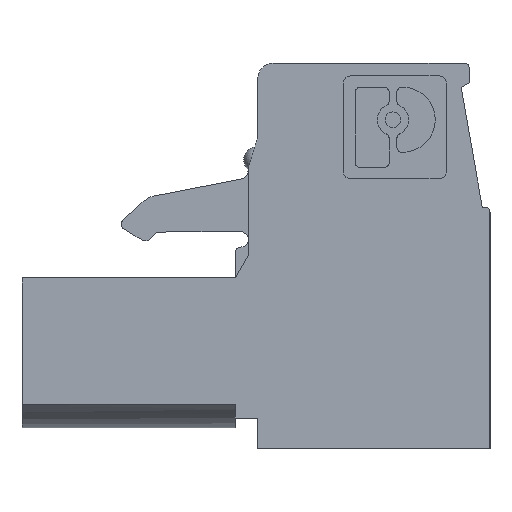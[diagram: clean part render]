
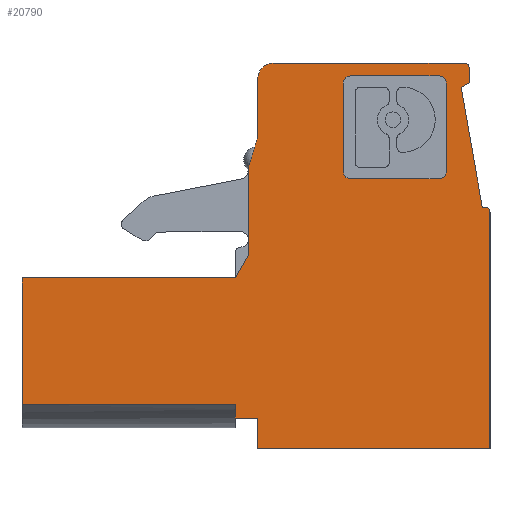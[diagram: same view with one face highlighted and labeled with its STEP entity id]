
A CAD part, left-side view. The second image highlights one B-rep face of the part: STEP entity #20790.
In plain terms, the highlighted face is planar.
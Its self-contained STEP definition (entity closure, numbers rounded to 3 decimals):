
#1660=CARTESIAN_POINT('',(49.127,48.775,2.54));
#1670=VERTEX_POINT('',#1660);
#1700=CARTESIAN_POINT('',(0.,76.681,2.54));
#1710=DIRECTION('',(0.87,-0.494,0.));
#1720=VECTOR('',#1710,1.);
#1730=LINE('',#1700,#1720);
#1740=CARTESIAN_POINT('',(49.127,48.775,2.54));
#1750=VERTEX_POINT('',#1740);
#1760=EDGE_CURVE('',#1670,#1750,#1730,.T.);
#3250=CARTESIAN_POINT('',(50.097,52.313,2.54));
#3260=DIRECTION('',(0.,0.,1.));
#3270=DIRECTION('',(1.,0.,0.));
#3280=AXIS2_PLACEMENT_3D('',#3250,#3260,#3270);
#3290=CIRCLE('',#3280,0.6);
#3300=CARTESIAN_POINT('',(50.097,52.913,2.54));
#3310=VERTEX_POINT('',#3300);
#3320=CARTESIAN_POINT('',(49.497,52.313,2.54));
#3330=VERTEX_POINT('',#3320);
#3340=EDGE_CURVE('',#3310,#3330,#3290,.T.);
#3740=CARTESIAN_POINT('',(49.127,0.,2.54));
#3750=DIRECTION('',(0.,-1.,0.));
#3760=VECTOR('',#3750,1.);
#3770=LINE('',#3740,#3760);
#3780=CARTESIAN_POINT('',(49.127,45.424,2.54));
#3790=VERTEX_POINT('',#3780);
#3800=EDGE_CURVE('',#1750,#3790,#3770,.T.);
#5780=CARTESIAN_POINT('',(49.497,0.,2.54));
#5790=DIRECTION('',(0.,-1.,0.));
#5800=VECTOR('',#5790,1.);
#5810=LINE('',#5780,#5800);
#5820=CARTESIAN_POINT('',(49.497,50.013,2.54));
#5830=VERTEX_POINT('',#5820);
#5840=EDGE_CURVE('',#3330,#5830,#5810,.T.);
#7110=CARTESIAN_POINT('',(22.901,0.,2.54));
#7120=DIRECTION('',(0.5,0.866,0.));
#7130=VECTOR('',#7120,1.);
#7140=LINE('',#7110,#7130);
#7150=CARTESIAN_POINT('',(48.627,44.558,2.54));
#7160=VERTEX_POINT('',#7150);
#7170=EDGE_CURVE('',#7160,#3790,#7140,.T.);
#9020=CARTESIAN_POINT('',(49.497,39.113,2.54));
#9030=VERTEX_POINT('',#9020);
#9680=CARTESIAN_POINT('',(48.627,39.113,2.54));
#9690=VERTEX_POINT('',#9680);
#9720=CARTESIAN_POINT('',(50.83,39.113,2.54));
#9730=DIRECTION('',(-1.,0.,0.));
#9740=VECTOR('',#9730,1.);
#9750=LINE('',#9720,#9740);
#9760=EDGE_CURVE('',#9030,#9690,#9750,.T.);
#10560=CARTESIAN_POINT('',(58.227,47.313,2.54));
#10570=VERTEX_POINT('',#10560);
#10600=CARTESIAN_POINT('',(66.569,0.,2.54));
#10610=DIRECTION('',(-0.174,0.985,0.));
#10620=VECTOR('',#10610,1.);
#10630=LINE('',#10600,#10620);
#10640=CARTESIAN_POINT('',(57.406,51.966,2.54));
#10650=VERTEX_POINT('',#10640);
#10660=EDGE_CURVE('',#10570,#10650,#10630,.T.);
#12470=CARTESIAN_POINT('',(57.522,52.913,2.54));
#12480=VERTEX_POINT('',#12470);
#12510=CARTESIAN_POINT('',(0.,52.913,2.54));
#12520=DIRECTION('',(-1.,0.,0.));
#12530=VECTOR('',#12520,1.);
#12540=LINE('',#12510,#12530);
#12550=EDGE_CURVE('',#12480,#3310,#12540,.T.);
#13170=CARTESIAN_POINT('',(0.,44.558,2.54));
#13180=DIRECTION('',(1.,0.,0.));
#13190=VECTOR('',#13180,1.);
#13200=LINE('',#13170,#13190);
#13210=CARTESIAN_POINT('',(40.327,44.558,2.54));
#13220=VERTEX_POINT('',#13210);
#13230=EDGE_CURVE('',#13220,#7160,#13200,.T.);
#13610=CARTESIAN_POINT('',(58.527,47.113,2.54));
#13620=VERTEX_POINT('',#13610);
#13650=CARTESIAN_POINT('',(58.327,47.113,2.54));
#13660=DIRECTION('',(0.,0.,1.));
#13670=DIRECTION('',(1.,0.,0.));
#13680=AXIS2_PLACEMENT_3D('',#13650,#13660,#13670);
#13690=CIRCLE('',#13680,0.2);
#13700=CARTESIAN_POINT('',(58.327,47.313,2.54));
#13710=VERTEX_POINT('',#13700);
#13720=EDGE_CURVE('',#13620,#13710,#13690,.T.);
#16010=CARTESIAN_POINT('',(57.747,52.163,2.54));
#16020=VERTEX_POINT('',#16010);
#16050=CARTESIAN_POINT('',(60.024,0.,2.54));
#16060=DIRECTION('',(0.044,-0.999,0.));
#16070=VECTOR('',#16060,1.);
#16080=LINE('',#16050,#16070);
#16090=CARTESIAN_POINT('',(57.722,52.721,2.54));
#16100=VERTEX_POINT('',#16090);
#16110=EDGE_CURVE('',#16100,#16020,#16080,.T.);
#16410=CARTESIAN_POINT('',(0.,47.313,2.54));
#16420=DIRECTION('',(1.,0.,0.));
#16430=VECTOR('',#16420,1.);
#16440=LINE('',#16410,#16430);
#16450=EDGE_CURVE('',#10570,#13710,#16440,.T.);
#19080=CARTESIAN_POINT('',(0.,18.823,2.54));
#19090=DIRECTION('',(0.866,0.5,0.));
#19100=VECTOR('',#19090,1.);
#19110=LINE('',#19080,#19100);
#19120=EDGE_CURVE('',#10650,#16020,#19110,.T.);
#19320=CARTESIAN_POINT('',(0.,0.,2.54));
#19330=DIRECTION('',(0.,0.,1.));
#19340=DIRECTION('',(1.,0.,0.));
#19350=AXIS2_PLACEMENT_3D('',#19320,#19330,#19340);
#19360=PLANE('',#19350);
#19370=CARTESIAN_POINT('',(53.107,52.132,2.54));
#19380=DIRECTION('',(0.,0.,1.));
#19390=DIRECTION('',(1.,0.,0.));
#19400=AXIS2_PLACEMENT_3D('',#19370,#19380,#19390);
#19410=CIRCLE('',#19400,0.281);
#19420=CARTESIAN_POINT('',(53.107,52.413,2.54));
#19430=VERTEX_POINT('',#19420);
#19440=CARTESIAN_POINT('',(52.826,52.132,2.54));
#19450=VERTEX_POINT('',#19440);
#19460=EDGE_CURVE('',#19430,#19450,#19410,.T.);
#19470=ORIENTED_EDGE('',*,*,#19460,.F.);
#19480=CARTESIAN_POINT('',(52.826,0.,2.54));
#19490=DIRECTION('',(0.,1.,0.));
#19500=VECTOR('',#19490,1.);
#19510=LINE('',#19480,#19500);
#19520=CARTESIAN_POINT('',(52.826,48.694,2.54));
#19530=VERTEX_POINT('',#19520);
#19540=EDGE_CURVE('',#19530,#19450,#19510,.T.);
#19550=ORIENTED_EDGE('',*,*,#19540,.T.);
#19560=CARTESIAN_POINT('',(53.107,48.694,2.54));
#19570=DIRECTION('',(0.,0.,1.));
#19580=DIRECTION('',(1.,0.,0.));
#19590=AXIS2_PLACEMENT_3D('',#19560,#19570,#19580);
#19600=CIRCLE('',#19590,0.281);
#19610=CARTESIAN_POINT('',(53.107,48.413,2.54));
#19620=VERTEX_POINT('',#19610);
#19630=EDGE_CURVE('',#19530,#19620,#19600,.T.);
#19640=ORIENTED_EDGE('',*,*,#19630,.F.);
#19650=CARTESIAN_POINT('',(0.,48.413,2.54));
#19660=DIRECTION('',(-1.,0.,0.));
#19670=VECTOR('',#19660,1.);
#19680=LINE('',#19650,#19670);
#19690=CARTESIAN_POINT('',(56.545,48.413,2.54));
#19700=VERTEX_POINT('',#19690);
#19710=EDGE_CURVE('',#19700,#19620,#19680,.T.);
#19720=ORIENTED_EDGE('',*,*,#19710,.T.);
#19730=CARTESIAN_POINT('',(56.545,48.694,2.54));
#19740=DIRECTION('',(0.,0.,1.));
#19750=DIRECTION('',(1.,0.,0.));
#19760=AXIS2_PLACEMENT_3D('',#19730,#19740,#19750);
#19770=CIRCLE('',#19760,0.281);
#19780=CARTESIAN_POINT('',(56.826,48.694,2.54));
#19790=VERTEX_POINT('',#19780);
#19800=EDGE_CURVE('',#19700,#19790,#19770,.T.);
#19810=ORIENTED_EDGE('',*,*,#19800,.F.);
#19820=CARTESIAN_POINT('',(56.826,0.,2.54));
#19830=DIRECTION('',(0.,-1.,0.));
#19840=VECTOR('',#19830,1.);
#19850=LINE('',#19820,#19840);
#19860=CARTESIAN_POINT('',(56.826,52.132,2.54));
#19870=VERTEX_POINT('',#19860);
#19880=EDGE_CURVE('',#19870,#19790,#19850,.T.);
#19890=ORIENTED_EDGE('',*,*,#19880,.T.);
#19900=CARTESIAN_POINT('',(56.545,52.132,2.54));
#19910=DIRECTION('',(0.,0.,1.));
#19920=DIRECTION('',(1.,0.,0.));
#19930=AXIS2_PLACEMENT_3D('',#19900,#19910,#19920);
#19940=CIRCLE('',#19930,0.281);
#19950=CARTESIAN_POINT('',(56.545,52.413,2.54));
#19960=VERTEX_POINT('',#19950);
#19970=EDGE_CURVE('',#19870,#19960,#19940,.T.);
#19980=ORIENTED_EDGE('',*,*,#19970,.F.);
#19990=CARTESIAN_POINT('',(0.,52.413,2.54));
#20000=DIRECTION('',(1.,0.,0.));
#20010=VECTOR('',#20000,1.);
#20020=LINE('',#19990,#20010);
#20030=EDGE_CURVE('',#19430,#19960,#20020,.T.);
#20040=ORIENTED_EDGE('',*,*,#20030,.T.);
#20050=EDGE_LOOP('',(#20040,#19980,#19890,#19810,#19720,#19640,#19550,
#19470));
#20060=FACE_BOUND('',#20050,.T.);
#20070=ORIENTED_EDGE('',*,*,#9760,.F.);
#20080=CARTESIAN_POINT('',(48.627,40.083,2.54));
#20090=DIRECTION('',(0.,-1.,0.));
#20100=VECTOR('',#20090,1.);
#20110=LINE('',#20080,#20100);
#20120=CARTESIAN_POINT('',(48.627,39.643,2.54));
#20130=VERTEX_POINT('',#20120);
#20140=EDGE_CURVE('',#20130,#9690,#20110,.T.);
#20150=ORIENTED_EDGE('',*,*,#20140,.T.);
#20160=CARTESIAN_POINT('',(0.,39.643,2.54));
#20170=DIRECTION('',(-1.,0.,0.));
#20180=VECTOR('',#20170,1.);
#20190=LINE('',#20160,#20180);
#20200=CARTESIAN_POINT('',(40.327,39.643,2.54));
#20210=VERTEX_POINT('',#20200);
#20220=EDGE_CURVE('',#20130,#20210,#20190,.T.);
#20230=ORIENTED_EDGE('',*,*,#20220,.F.);
#20240=CARTESIAN_POINT('',(40.327,0.,2.54));
#20250=DIRECTION('',(0.,-1.,0.));
#20260=VECTOR('',#20250,1.);
#20270=LINE('',#20240,#20260);
#20280=EDGE_CURVE('',#13220,#20210,#20270,.T.);
#20290=ORIENTED_EDGE('',*,*,#20280,.T.);
#20300=ORIENTED_EDGE('',*,*,#13230,.F.);
#20310=ORIENTED_EDGE('',*,*,#7170,.F.);
#20320=ORIENTED_EDGE('',*,*,#3800,.T.);
#20330=ORIENTED_EDGE('',*,*,#1760,.T.);
#20340=CARTESIAN_POINT('',(34.539,0.,2.54));
#20350=DIRECTION('',(0.287,0.958,0.));
#20360=VECTOR('',#20350,1.);
#20370=LINE('',#20340,#20360);
#20380=EDGE_CURVE('',#1670,#5830,#20370,.T.);
#20390=ORIENTED_EDGE('',*,*,#20380,.F.);
#20400=ORIENTED_EDGE('',*,*,#5840,.T.);
#20410=ORIENTED_EDGE('',*,*,#3340,.T.);
#20420=ORIENTED_EDGE('',*,*,#12550,.T.);
#20430=CARTESIAN_POINT('',(57.522,52.713,2.54));
#20440=DIRECTION('',(0.,0.,1.));
#20450=DIRECTION('',(1.,0.,0.));
#20460=AXIS2_PLACEMENT_3D('',#20430,#20440,#20450);
#20470=CIRCLE('',#20460,0.2);
#20480=EDGE_CURVE('',#16100,#12480,#20470,.T.);
#20490=ORIENTED_EDGE('',*,*,#20480,.T.);
#20500=ORIENTED_EDGE('',*,*,#16110,.F.);
#20510=ORIENTED_EDGE('',*,*,#19120,.T.);
#20520=ORIENTED_EDGE('',*,*,#10660,.T.);
#20530=ORIENTED_EDGE('',*,*,#16450,.F.);
#20540=ORIENTED_EDGE('',*,*,#13720,.T.);
#20550=CARTESIAN_POINT('',(58.527,0.,2.54));
#20560=DIRECTION('',(0.,1.,0.));
#20570=VECTOR('',#20560,1.);
#20580=LINE('',#20550,#20570);
#20590=CARTESIAN_POINT('',(58.527,37.913,2.54));
#20600=VERTEX_POINT('',#20590);
#20610=EDGE_CURVE('',#20600,#13620,#20580,.T.);
#20620=ORIENTED_EDGE('',*,*,#20610,.T.);
#20630=CARTESIAN_POINT('',(0.,37.913,2.54));
#20640=DIRECTION('',(1.,0.,0.));
#20650=VECTOR('',#20640,1.);
#20660=LINE('',#20630,#20650);
#20670=CARTESIAN_POINT('',(49.497,37.913,2.54));
#20680=VERTEX_POINT('',#20670);
#20690=EDGE_CURVE('',#20680,#20600,#20660,.T.);
#20700=ORIENTED_EDGE('',*,*,#20690,.T.);
#20710=CARTESIAN_POINT('',(49.497,0.,2.54));
#20720=DIRECTION('',(0.,-1.,0.));
#20730=VECTOR('',#20720,1.);
#20740=LINE('',#20710,#20730);
#20750=EDGE_CURVE('',#9030,#20680,#20740,.T.);
#20760=ORIENTED_EDGE('',*,*,#20750,.T.);
#20770=EDGE_LOOP('',(#20760,#20700,#20620,#20540,#20530,#20520,#20510,
#20500,#20490,#20420,#20410,#20400,#20390,#20330,#20320,#20310,#20300,
#20290,#20230,#20150,#20070));
#20780=FACE_OUTER_BOUND('',#20770,.T.);
#20790=ADVANCED_FACE('',(#20060,#20780),#19360,.T.);
